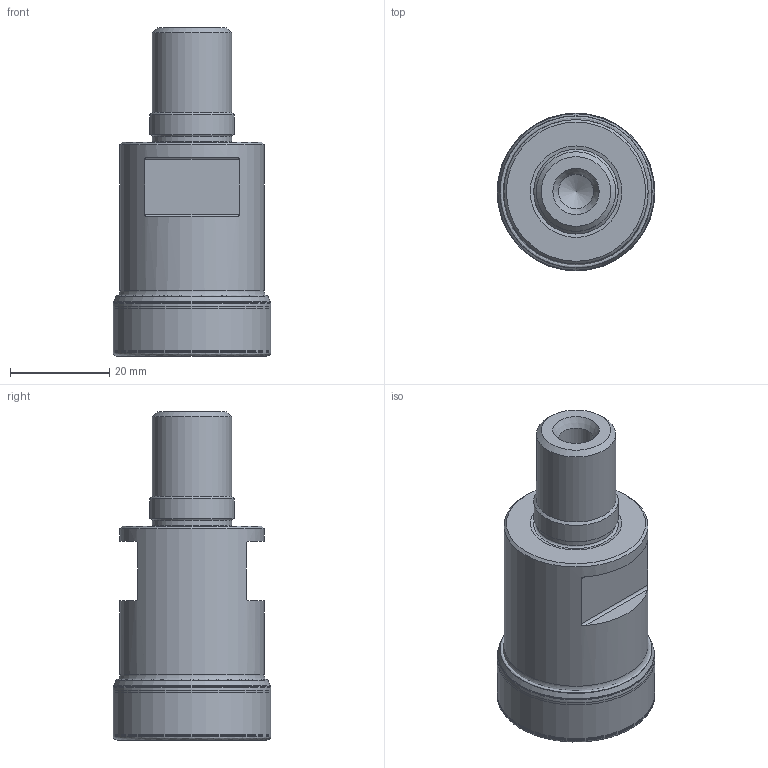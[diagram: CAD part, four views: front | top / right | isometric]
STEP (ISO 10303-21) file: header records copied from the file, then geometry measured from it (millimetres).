
FILE_DESCRIPTION(/* description */ (''),/* implementation_level */ '2;1');
FILE_NAME(/* name */ '125A3R169M16_ISTN16_C_203017368ndi000_00_SIM.stp',/* time_stamp */ '2021-03-31T09:32:44+02:00',/* author */ (''),/* organization */ (''),/* preprocessor_version */ 'ST-DEVELOPER v16.7',/* originating_system */ 'SIEMENS PLM Software NX 12.0',/* authorisation */ '');
FILE_SCHEMA (('AUTOMOTIVE_DESIGN { 1 0 10303 214 3 1 1 1 }'));
Length unit declared in the file: millimetre
Products named in the file (1): lf19406CD4A2tnif
Bounding box: 31.77 x 31.77 x 66 mm (x, y, z)
Volume: 36898.8 mm3; surface area: 10059.7 mm2
Topology: 2 solids, 2 shells, 78 faces, 159 edges, 85 vertices
Faces by surface type: revolution 40, cone 13, cylinder 10, plane 8, torus 7
Full cylindrical faces by diameter (mm): 7 x1, 16 x2, 17 x1, 29 x1, 30.35 x1
Entity records: 2115 total; most frequent: CARTESIAN_POINT 701, DIRECTION 268, ORIENTED_EDGE 182, EDGE_LOOP 146, FACE_BOUND 138, AXIS2_PLACEMENT_3D 108, EDGE_CURVE 91, VERTEX_POINT 85
